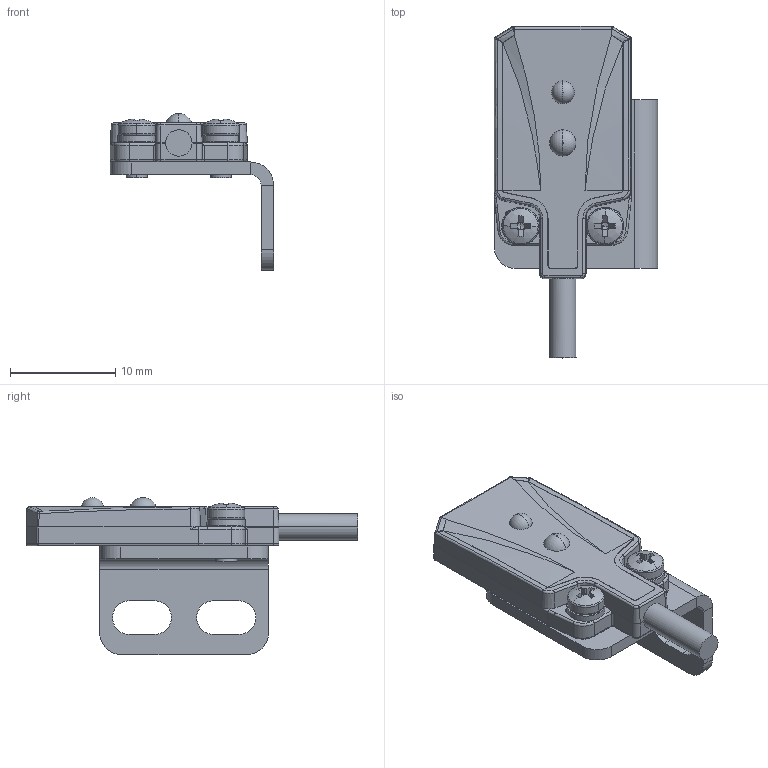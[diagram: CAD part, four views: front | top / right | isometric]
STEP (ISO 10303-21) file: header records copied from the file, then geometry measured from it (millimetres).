
FILE_DESCRIPTION (( 'STEP AP214' ), '1' );
FILE_NAME ('BTF30-DDTL_BTF30-DDTL-P_BTF30-DDTD_BTF30-DDTD-P.STEP', '2025-01-28T12:52:39', ( '' ), ( '' ), 'SwSTEP 2.0', 'SolidWorks 2024', '' );
FILE_SCHEMA (( 'AUTOMOTIVE_DESIGN' ));
Length unit declared in the file: millimetre
Products named in the file (1): BTF30-DDTL_BTF30-DDTL-P_BTF30-DDTD_BTF30-DDTD-P
Bounding box: 15.5 x 31.5 x 14.9 mm (x, y, z)
Volume: 1446 mm3; surface area: 1936.1 mm2
Topology: 6 solids, 7 shells, 413 faces, 1008 edges, 617 vertices
Faces by surface type: plane 175, cylinder 126, cone 36, torus 30, bspline 24, sphere 22
Entity records: 12864 total; most frequent: CARTESIAN_POINT 3103, DIRECTION 2076, ORIENTED_EDGE 2004, EDGE_CURVE 1002, AXIS2_PLACEMENT_3D 792, VERTEX_POINT 617, LINE 492, VECTOR 492
